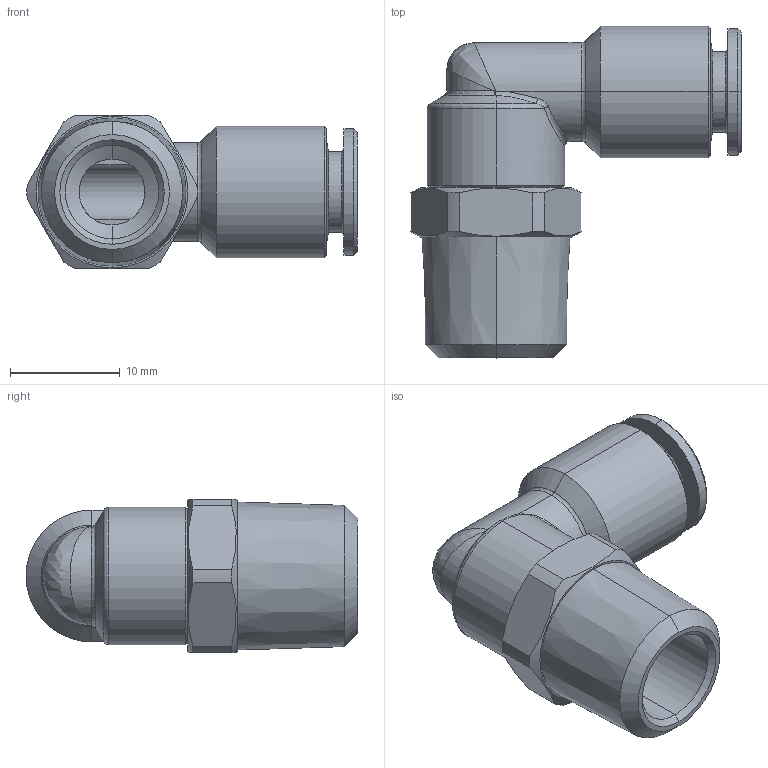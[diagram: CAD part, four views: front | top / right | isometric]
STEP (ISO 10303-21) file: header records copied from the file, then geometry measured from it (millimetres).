
FILE_DESCRIPTION (( 'STEP AP203' ), '1' );
FILE_NAME ('A0050032.STEP', '2016-12-12T17:00:24', ( '' ), ( '' ), 'SwSTEP 2.0', 'SolidWorks 2015', '' );
FILE_SCHEMA (( 'CONFIG_CONTROL_DESIGN' ));
Length unit declared in the file: millimetre
Products named in the file (1): A0050032
Bounding box: 30.05 x 30.2 x 14 mm (x, y, z)
Volume: 3465.7 mm3; surface area: 3025.6 mm2
Topology: 1 solids, 1 shells, 91 faces, 210 edges, 123 vertices
Faces by surface type: cone 31, cylinder 27, plane 15, bspline 10, torus 8
Entity records: 3212 total; most frequent: CARTESIAN_POINT 1138, DIRECTION 428, ORIENTED_EDGE 416, EDGE_CURVE 208, AXIS2_PLACEMENT_3D 182, VERTEX_POINT 123, CIRCLE 100, EDGE_LOOP 97
